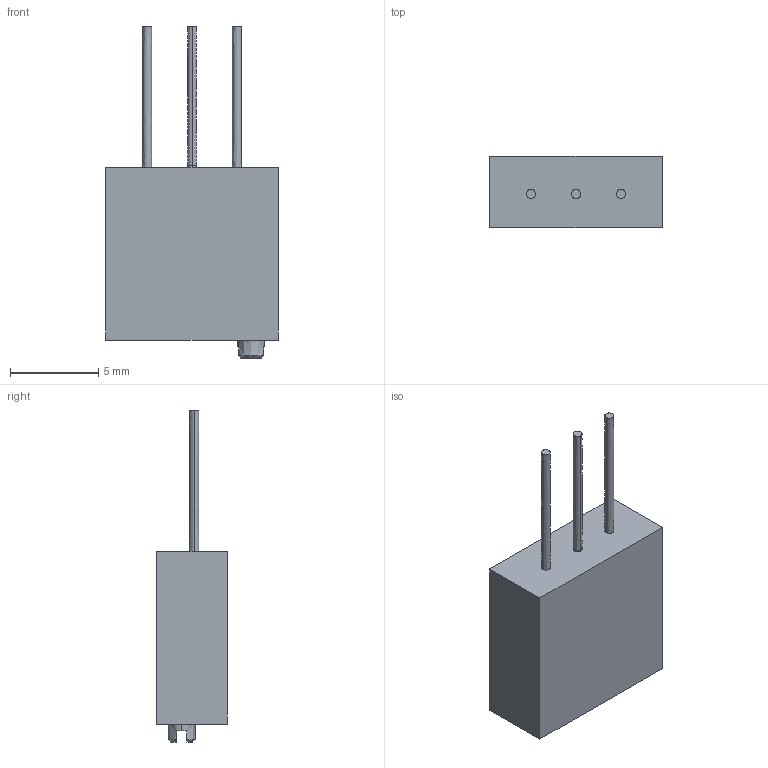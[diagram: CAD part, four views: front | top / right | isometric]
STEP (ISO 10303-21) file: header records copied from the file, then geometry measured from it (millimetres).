
FILE_DESCRIPTION((''),'2;1');
FILE_NAME('3290W_ASM','2012-02-14T',('minhn'),('Bourns, Inc.'),'PRO/ENGINEER BY PARAMETRIC TECHNOLOGY CORPORATION, 2001200','PRO/ENGINEER BY PARAMETRIC TECHNOLOGY CORPORATION, 2001200','');
FILE_SCHEMA(('AUTOMOTIVE_DESIGN_CC2 { 1 2 10303 214 -1 1 5 2 }'));
Length unit declared in the file: inch
Products named in the file (2): 3290W; 3290W_ASM
Assembly tree (1 placements, depth 2):
  3290W_ASM
    3290W
Bounding box: 9.78 x 4.01 x 18.78 mm (x, y, z)
Volume: 387.1 mm3; surface area: 400.9 mm2
Topology: 1 solids, 3 shells, 48 faces, 110 edges, 71 vertices
Faces by surface type: bspline 48
Entity records: 2206 total; most frequent: CARTESIAN_POINT 882, ORIENTED_EDGE 216, DIRECTION 146, PRESENTATION_STYLE_ASSIGNMENT 109, STYLED_ITEM 109, CURVE_STYLE 108, EDGE_CURVE 108, VERTEX_POINT 71
